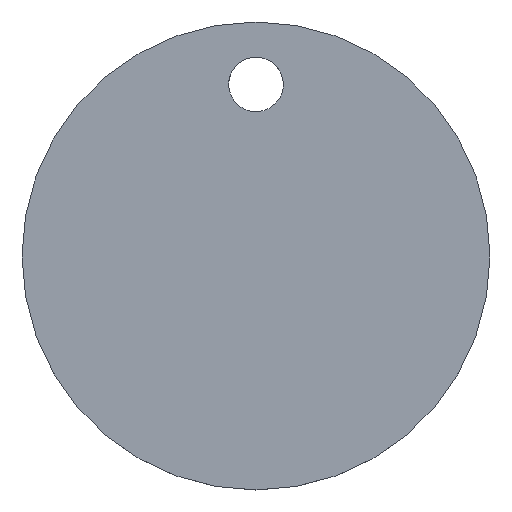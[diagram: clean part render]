
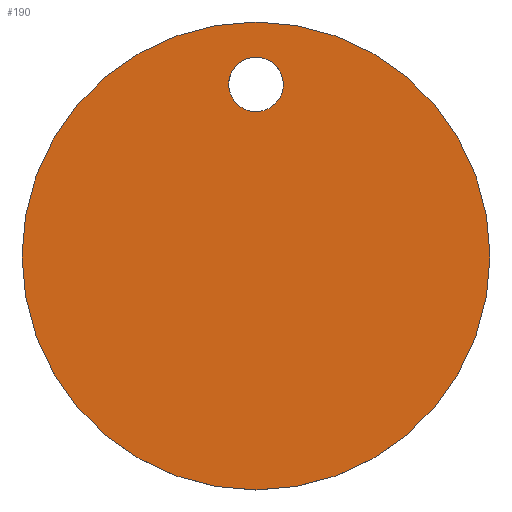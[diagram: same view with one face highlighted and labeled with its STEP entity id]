
A CAD part, top view. The second image highlights one B-rep face of the part: STEP entity #190.
In plain terms, the highlighted planar face has unit normal (0, 0, 1).
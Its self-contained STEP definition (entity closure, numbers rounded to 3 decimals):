
#166=AXIS2_PLACEMENT_3D('Plane Axis2P3D',#163,#164,#165) ;
#170=AXIS2_PLACEMENT_3D('Circle Axis2P3D',#168,#169,$) ;
#179=AXIS2_PLACEMENT_3D('Circle Axis2P3D',#177,#178,$) ;
#57=CARTESIAN_POINT('Vertex',(13.25,26.,1.2)) ;
#61=CARTESIAN_POINT('Control Point',(13.25,26.,1.2)) ;
#62=CARTESIAN_POINT('Control Point',(13.25,25.45,1.2)) ;
#63=CARTESIAN_POINT('Control Point',(13.466,24.9,1.2)) ;
#64=CARTESIAN_POINT('Control Point',(13.9,24.466,1.2)) ;
#65=CARTESIAN_POINT('Control Point',(15.,24.034,1.2)) ;
#66=CARTESIAN_POINT('Control Point',(16.1,24.466,1.2)) ;
#67=CARTESIAN_POINT('Control Point',(16.534,24.9,1.2)) ;
#68=CARTESIAN_POINT('Control Point',(16.75,25.45,1.2)) ;
#69=CARTESIAN_POINT('Control Point',(16.75,26.,1.2)) ;
#70=CARTESIAN_POINT('Vertex',(16.75,26.,1.2)) ;
#139=CARTESIAN_POINT('Control Point',(16.75,26.,1.2)) ;
#140=CARTESIAN_POINT('Control Point',(16.75,26.55,1.2)) ;
#141=CARTESIAN_POINT('Control Point',(16.534,27.1,1.2)) ;
#142=CARTESIAN_POINT('Control Point',(16.1,27.534,1.2)) ;
#143=CARTESIAN_POINT('Control Point',(15.,27.966,1.2)) ;
#144=CARTESIAN_POINT('Control Point',(13.9,27.534,1.2)) ;
#145=CARTESIAN_POINT('Control Point',(13.466,27.1,1.2)) ;
#146=CARTESIAN_POINT('Control Point',(13.25,26.55,1.2)) ;
#147=CARTESIAN_POINT('Control Point',(13.25,26.,1.2)) ;
#163=CARTESIAN_POINT('Axis2P3D Location',(15.,15.,1.2)) ;
#168=CARTESIAN_POINT('Axis2P3D Location',(15.,15.,1.2)) ;
#172=CARTESIAN_POINT('Vertex',(30.,15.,1.2)) ;
#174=CARTESIAN_POINT('Vertex',(0.,15.,1.2)) ;
#177=CARTESIAN_POINT('Axis2P3D Location',(15.,15.,1.2)) ;
#164=DIRECTION('Axis2P3D Direction',(0.,0.,1.)) ;
#165=DIRECTION('Axis2P3D XDirection',(1.,0.,0.)) ;
#169=DIRECTION('Axis2P3D Direction',(0.,0.,1.)) ;
#178=DIRECTION('Axis2P3D Direction',(0.,0.,1.)) ;
#183=ORIENTED_EDGE('',*,*,#176,.T.) ;
#184=ORIENTED_EDGE('',*,*,#181,.T.) ;
#187=ORIENTED_EDGE('',*,*,#148,.F.) ;
#188=ORIENTED_EDGE('',*,*,#72,.F.) ;
#189=FACE_BOUND('',#186,.T.) ;
#190=ADVANCED_FACE('S3D gedreht',(#185,#189),#167,.T.) ;
#60=B_SPLINE_CURVE_WITH_KNOTS('',5,(#61,#62,#63,#64,#65,#66,#67,#68,#69),.UNSPECIFIED.,.F.,.U.,(6,3,6),(-2.749,0.,2.749),.UNSPECIFIED.) ;
#138=B_SPLINE_CURVE_WITH_KNOTS('',5,(#139,#140,#141,#142,#143,#144,#145,#146,#147),.UNSPECIFIED.,.F.,.U.,(6,3,6),(-2.749,0.,2.749),.UNSPECIFIED.) ;
#171=CIRCLE('generated circle',#170,15.) ;
#180=CIRCLE('generated circle',#179,15.) ;
#72=EDGE_CURVE('',#58,#71,#60,.T.) ;
#148=EDGE_CURVE('',#71,#58,#138,.T.) ;
#176=EDGE_CURVE('',#173,#175,#171,.T.) ;
#181=EDGE_CURVE('',#175,#173,#180,.T.) ;
#182=EDGE_LOOP('',(#183,#184)) ;
#186=EDGE_LOOP('',(#187,#188)) ;
#185=FACE_OUTER_BOUND('',#182,.T.) ;
#167=PLANE('',#166) ;
#58=VERTEX_POINT('',#57) ;
#71=VERTEX_POINT('',#70) ;
#173=VERTEX_POINT('',#172) ;
#175=VERTEX_POINT('',#174) ;
